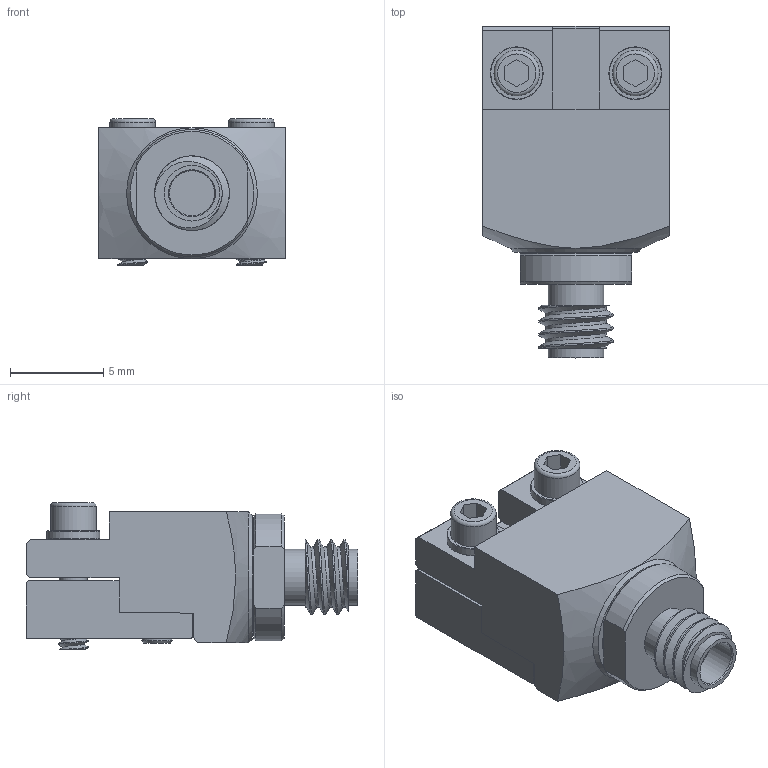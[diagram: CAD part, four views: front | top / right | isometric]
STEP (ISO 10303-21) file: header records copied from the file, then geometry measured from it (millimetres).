
FILE_DESCRIPTION(/* description */ ('Unknown'),/* implementation_level */ '2;1');
FILE_NAME(/* name */ '149-0701-801',/* time_stamp */ '2023-10-25T14:55:08+02:00',/* author */ ('Unknown'),/* organization */ ('Unknown'),/* preprocessor_version */ 'ST-DEVELOPER v18.102',/* originating_system */ 'Solid Edge',/* authorisation */ 'Unknown');
FILE_SCHEMA (('AUTOMOTIVE_DESIGN {1 0 10303 214 3 1 1}'));
Length unit declared in the file: millimetre
Products named in the file (1): 149-0701-801
Bounding box: 10.01 x 17.78 x 7.87 mm (x, y, z)
Volume: 819 mm3; surface area: 798.6 mm2
Topology: 1 solids, 1 shells, 103 faces, 246 edges, 160 vertices
Faces by surface type: plane 59, cylinder 22, cone 10, bspline 6, torus 6
Full cylindrical faces by diameter (mm): 1.503 x2, 1.639 x2, 2.415 x1, 2.442 x2, 2.825 x2, 2.982 x2, 5.947 x1
Entity records: 6941 total; most frequent: CARTESIAN_POINT 3964, DIRECTION 439, ORIENTED_EDGE 438, EDGE_CURVE 219, AXIS2_PLACEMENT_3D 159, VERTEX_POINT 155, EDGE_LOOP 144, FACE_BOUND 144
